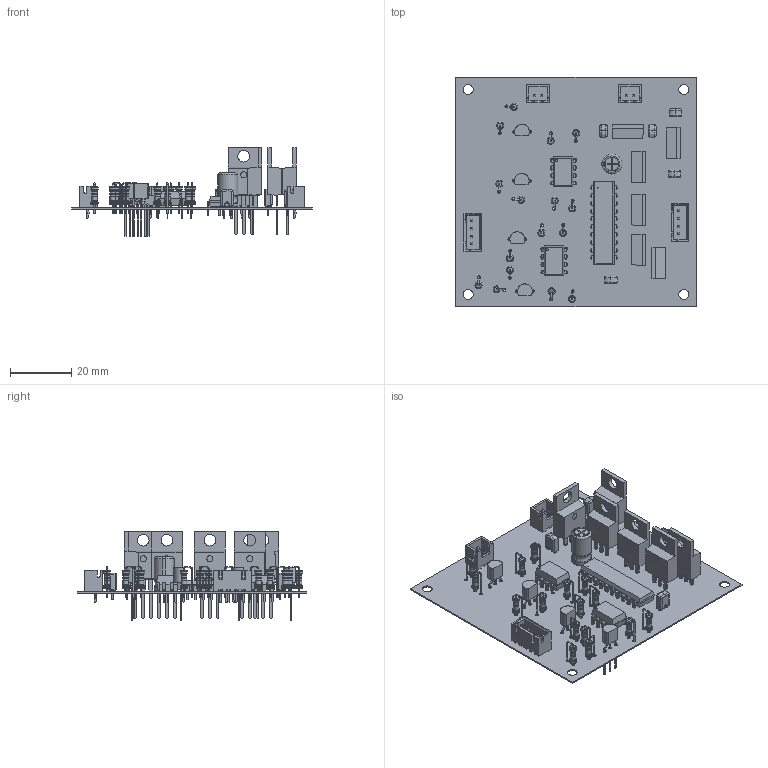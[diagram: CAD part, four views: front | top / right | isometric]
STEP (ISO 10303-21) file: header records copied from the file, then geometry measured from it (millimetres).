
FILE_DESCRIPTION(('Open CASCADE Model'),'2;1');
FILE_NAME('Open CASCADE Shape Model','2022-07-11T14:50:13',('Author'),( 'Open CASCADE'),'Open CASCADE STEP processor 6.8','Open CASCADE 6.8' ,'Unknown');
FILE_SCHEMA(('AUTOMOTIVE_DESIGN { 1 0 10303 214 1 1 1 1 }'));
Length unit declared in the file: millimetre
Products named in the file (111): PCB; Board; Open CASCADE STEP translator 6.8 5.1.1; U3.5; TL082IP; U3.4; PDIP-20_N_LIT; U3.3; U3.2; KCS0003B; BODY-TO-220; LEAD-TO220; HEATSINK-TO-220; U3.1; R3.16; Resistor_TH_vertical_2,54; R3.15; R3.14; R3.13; R3.12; R3.11; R3.10; R3.9; R3.8; R3.7; R3.6; R3.5; R3.4; R3.3; R3.2; R3.1; Q3.8; Q3.7; Q3.6; Q3.5; Q3.4; 2N2222_1677484790.214; eMachineShop.1; eMachineShop.2; eMachineShop.3 ...
Assembly tree (142 placements, depth 4):
  PCB
    Board
      Open CASCADE STEP translator 6.8 5.1.1
    U3.5
      TL082IP
    U3.4
      PDIP-20_N_LIT
    U3.3
      TL082IP
    U3.2
      KCS0003B
        BODY-TO-220
        LEAD-TO220  x3
        HEATSINK-TO-220
    U3.1
      KCS0003B
        BODY-TO-220
        LEAD-TO220  x3
        HEATSINK-TO-220
    R3.16
      Resistor_TH_vertical_2,54
    R3.15
      Resistor_TH_vertical_2,54
    R3.14
      Resistor_TH_vertical_2,54
    R3.13
      Resistor_TH_vertical_2,54
    R3.12
      Resistor_TH_vertical_2,54
    R3.11
      Resistor_TH_vertical_2,54
    R3.10
      Resistor_TH_vertical_2,54
    R3.9
      Resistor_TH_vertical_2,54
    R3.8
      Resistor_TH_vertical_2,54
    R3.7
      Resistor_TH_vertical_2,54
    R3.6
      Resistor_TH_vertical_2,54
    R3.5
      Resistor_TH_vertical_2,54
    R3.4
      Resistor_TH_vertical_2,54
    R3.3
      Resistor_TH_vertical_2,54
    R3.2
      Resistor_TH_vertical_2,54
    R3.1
      Resistor_TH_vertical_2,54
    Q3.8
      KCS0003B
        BODY-TO-220
        LEAD-TO220  x3
        HEATSINK-TO-220
    Q3.7
      KCS0003B
        BODY-TO-220
        LEAD-TO220  x3
Bounding box: 78.25 x 74.75 x 28.87 mm (x, y, z)
Volume: 8047.4 mm3; surface area: 22478.7 mm2
Topology: 111 solids, 331 shells, 2776 faces, 7089 edges, 4882 vertices
Faces by surface type: plane 1742, cylinder 576, bspline 270, torus 148, revolution 40
Full cylindrical faces by diameter (mm): 0.343 x1, 0.35 x64, 1 x122, 1.8 x48, 1.802 x32, 2.3 x32, 2.302 x32, 3.2 x4
Entity records: 40304 total; most frequent: CARTESIAN_POINT 7322, DIRECTION 5534, ORIENTED_EDGE 5428, EDGE_CURVE 2845, LINE 2232, VECTOR 2232, VERTEX_POINT 1938, AXIS2_PLACEMENT_3D 1646
